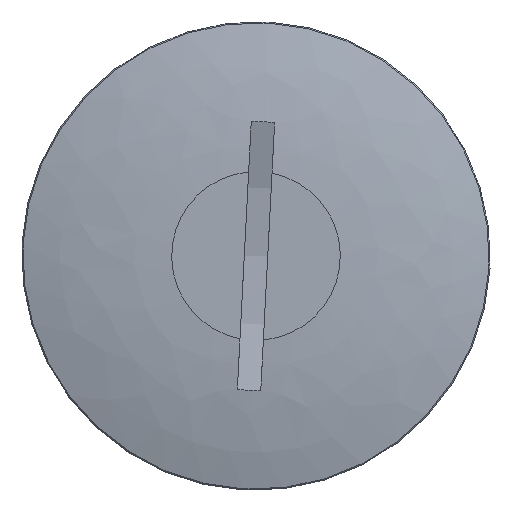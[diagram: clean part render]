
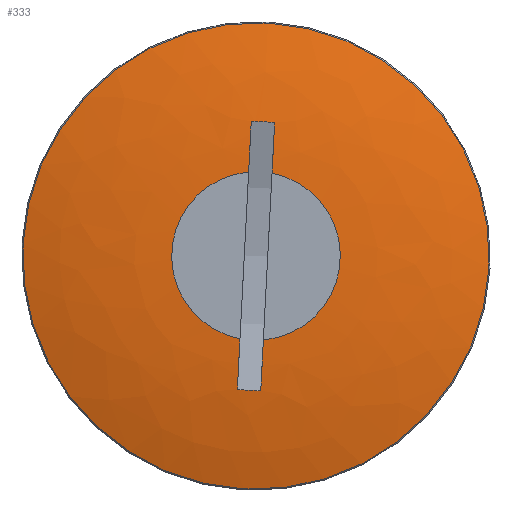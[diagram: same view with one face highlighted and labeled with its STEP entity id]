
A CAD part, left-side view. The second image highlights one B-rep face of the part: STEP entity #333.
In plain terms, the highlighted free-form (B-spline) face has degree [2, 2] with [3, 9] control points.
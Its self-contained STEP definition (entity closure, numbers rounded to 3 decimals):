
#37=ELLIPSE('',#384,1589.75,328.827);
#38=ELLIPSE('',#386,1589.75,328.827);
#39=ELLIPSE('',#389,1589.75,328.827);
#40=ELLIPSE('',#391,1589.75,328.827);
#41=LINE('',#1099,#47);
#42=LINE('',#1107,#48);
#43=LINE('',#1113,#49);
#44=LINE('',#1121,#50);
#47=VECTOR('',#450,10.);
#48=VECTOR('',#457,10.);
#49=VECTOR('',#462,10.);
#50=VECTOR('',#469,10.);
#53=(
BOUNDED_CURVE()
B_SPLINE_CURVE(2,(#1093,#1094,#1095),.UNSPECIFIED.,.F.,.F.)
B_SPLINE_CURVE_WITH_KNOTS((3,3),(1.298,1.456),
 .UNSPECIFIED.)
CURVE()
GEOMETRIC_REPRESENTATION_ITEM()
RATIONAL_B_SPLINE_CURVE((1.,0.995,0.997))
REPRESENTATION_ITEM('')
);
#54=(
BOUNDED_SURFACE()
B_SPLINE_SURFACE(2,2,((#1065,#1066,#1067,#1068,#1069,#1070,#1071,#1072,
#1073),(#1074,#1075,#1076,#1077,#1078,#1079,#1080,#1081,#1082),(#1083,#1084,
#1085,#1086,#1087,#1088,#1089,#1090,#1091)),.UNSPECIFIED.,.F.,.T.,.F.)
B_SPLINE_SURFACE_WITH_KNOTS((3,3),(3,2,2,2,3),(-1.536,-1.298),
(-3.142,-1.571,0.,1.571,3.142),
 .UNSPECIFIED.)
GEOMETRIC_REPRESENTATION_ITEM()
RATIONAL_B_SPLINE_SURFACE(((1.,0.707,1.,0.707,1.,
0.707,1.,0.707,1.),(0.993,0.702,
0.993,0.702,0.993,0.702,
0.993,0.702,0.993),(1.,0.707,
1.,0.707,1.,0.707,1.,0.707,1.)))
REPRESENTATION_ITEM('')
SURFACE()
);
#78=FACE_OUTER_BOUND('',#102,.T.);
#102=EDGE_LOOP('',(#255,#256,#257,#258,#259,#260,#261,#262,#263,#264,#265,
#266,#267,#268,#269,#270,#271,#272));
#132=CIRCLE('',#380,24.884);
#133=CIRCLE('',#381,24.884);
#135=CIRCLE('',#383,54.554);
#136=CIRCLE('',#385,9.);
#137=CIRCLE('',#387,54.554);
#138=CIRCLE('',#388,54.554);
#139=CIRCLE('',#390,9.);
#140=CIRCLE('',#392,54.554);
#169=VERTEX_POINT('',#1059);
#170=VERTEX_POINT('',#1060);
#172=VERTEX_POINT('',#1092);
#173=VERTEX_POINT('',#1096);
#174=VERTEX_POINT('',#1098);
#175=VERTEX_POINT('',#1100);
#176=VERTEX_POINT('',#1102);
#177=VERTEX_POINT('',#1104);
#178=VERTEX_POINT('',#1106);
#179=VERTEX_POINT('',#1108);
#180=VERTEX_POINT('',#1110);
#181=VERTEX_POINT('',#1112);
#182=VERTEX_POINT('',#1114);
#183=VERTEX_POINT('',#1116);
#184=VERTEX_POINT('',#1118);
#185=VERTEX_POINT('',#1120);
#205=EDGE_CURVE('',#169,#170,#132,.T.);
#206=EDGE_CURVE('',#170,#169,#133,.T.);
#208=EDGE_CURVE('',#170,#172,#53,.T.);
#209=EDGE_CURVE('',#172,#173,#135,.T.);
#210=EDGE_CURVE('',#173,#174,#41,.T.);
#211=EDGE_CURVE('',#174,#175,#37,.T.);
#212=EDGE_CURVE('',#175,#176,#136,.T.);
#213=EDGE_CURVE('',#176,#177,#38,.T.);
#214=EDGE_CURVE('',#177,#178,#42,.T.);
#215=EDGE_CURVE('',#178,#179,#137,.T.);
#216=EDGE_CURVE('',#179,#180,#138,.T.);
#217=EDGE_CURVE('',#180,#181,#43,.T.);
#218=EDGE_CURVE('',#181,#182,#39,.T.);
#219=EDGE_CURVE('',#182,#183,#139,.T.);
#220=EDGE_CURVE('',#183,#184,#40,.T.);
#221=EDGE_CURVE('',#184,#185,#44,.T.);
#222=EDGE_CURVE('',#185,#172,#140,.T.);
#255=ORIENTED_EDGE('',*,*,#205,.F.);
#256=ORIENTED_EDGE('',*,*,#206,.F.);
#257=ORIENTED_EDGE('',*,*,#208,.T.);
#258=ORIENTED_EDGE('',*,*,#209,.T.);
#259=ORIENTED_EDGE('',*,*,#210,.T.);
#260=ORIENTED_EDGE('',*,*,#211,.T.);
#261=ORIENTED_EDGE('',*,*,#212,.T.);
#262=ORIENTED_EDGE('',*,*,#213,.T.);
#263=ORIENTED_EDGE('',*,*,#214,.T.);
#264=ORIENTED_EDGE('',*,*,#215,.T.);
#265=ORIENTED_EDGE('',*,*,#216,.T.);
#266=ORIENTED_EDGE('',*,*,#217,.T.);
#267=ORIENTED_EDGE('',*,*,#218,.T.);
#268=ORIENTED_EDGE('',*,*,#219,.T.);
#269=ORIENTED_EDGE('',*,*,#220,.T.);
#270=ORIENTED_EDGE('',*,*,#221,.T.);
#271=ORIENTED_EDGE('',*,*,#222,.T.);
#272=ORIENTED_EDGE('',*,*,#208,.F.);
#333=ADVANCED_FACE('',(#78),#54,.F.);
#380=AXIS2_PLACEMENT_3D('',#1061,#442,#443);
#381=AXIS2_PLACEMENT_3D('',#1062,#444,#445);
#383=AXIS2_PLACEMENT_3D('',#1097,#448,#449);
#384=AXIS2_PLACEMENT_3D('',#1101,#451,#452);
#385=AXIS2_PLACEMENT_3D('',#1103,#453,#454);
#386=AXIS2_PLACEMENT_3D('',#1105,#455,#456);
#387=AXIS2_PLACEMENT_3D('',#1109,#458,#459);
#388=AXIS2_PLACEMENT_3D('',#1111,#460,#461);
#389=AXIS2_PLACEMENT_3D('',#1115,#463,#464);
#390=AXIS2_PLACEMENT_3D('',#1117,#465,#466);
#391=AXIS2_PLACEMENT_3D('',#1119,#467,#468);
#392=AXIS2_PLACEMENT_3D('',#1122,#470,#471);
#442=DIRECTION('center_axis',(1.,0.,0.));
#443=DIRECTION('ref_axis',(0.,-1.,0.));
#444=DIRECTION('center_axis',(1.,0.,0.));
#445=DIRECTION('ref_axis',(0.,-1.,0.));
#448=DIRECTION('center_axis',(0.944,0.,0.329));
#449=DIRECTION('ref_axis',(-0.329,-0.023,0.944));
#450=DIRECTION('',(-0.114,0.,-0.993));
#451=DIRECTION('center_axis',(0.,-1.,0.));
#452=DIRECTION('ref_axis',(0.993,0.,-0.117));
#453=DIRECTION('center_axis',(1.,0.,0.));
#454=DIRECTION('ref_axis',(0.,0.,-1.));
#455=DIRECTION('center_axis',(0.,-1.,0.));
#456=DIRECTION('ref_axis',(0.993,0.,0.117));
#457=DIRECTION('',(0.114,0.,-0.993));
#458=DIRECTION('center_axis',(0.944,0.,-0.329));
#459=DIRECTION('ref_axis',(-0.329,0.,-0.944));
#460=DIRECTION('center_axis',(0.944,0.,-0.329));
#461=DIRECTION('ref_axis',(-0.329,0.023,-0.944));
#462=DIRECTION('',(-0.114,0.,0.993));
#463=DIRECTION('center_axis',(0.,1.,0.));
#464=DIRECTION('ref_axis',(0.993,0.,0.117));
#465=DIRECTION('center_axis',(1.,0.,0.));
#466=DIRECTION('ref_axis',(0.,0.,-1.));
#467=DIRECTION('center_axis',(0.,1.,0.));
#468=DIRECTION('ref_axis',(0.993,0.,-0.117));
#469=DIRECTION('',(0.114,0.,0.993));
#470=DIRECTION('center_axis',(0.944,0.,0.329));
#471=DIRECTION('ref_axis',(-0.329,0.,0.944));
#1059=CARTESIAN_POINT('',(-12.532,24.884,0.));
#1060=CARTESIAN_POINT('',(-12.532,0.,24.884));
#1061=CARTESIAN_POINT('Origin',(-12.532,0.,0.));
#1062=CARTESIAN_POINT('Origin',(-12.532,0.,0.));
#1065=CARTESIAN_POINT('Ctrl Pts',(-15.,0.,9.));
#1066=CARTESIAN_POINT('Ctrl Pts',(-15.,-9.,9.));
#1067=CARTESIAN_POINT('Ctrl Pts',(-15.,-9.,0.));
#1068=CARTESIAN_POINT('Ctrl Pts',(-15.,-9.,-9.));
#1069=CARTESIAN_POINT('Ctrl Pts',(-15.,0.,-9.));
#1070=CARTESIAN_POINT('Ctrl Pts',(-15.,9.,-9.));
#1071=CARTESIAN_POINT('Ctrl Pts',(-15.,9.,0.));
#1072=CARTESIAN_POINT('Ctrl Pts',(-15.,9.,9.));
#1073=CARTESIAN_POINT('Ctrl Pts',(-15.,0.,9.));
#1074=CARTESIAN_POINT('Ctrl Pts',(-14.715,0.,17.09));
#1075=CARTESIAN_POINT('Ctrl Pts',(-14.715,-17.09,17.09));
#1076=CARTESIAN_POINT('Ctrl Pts',(-14.715,-17.09,0.));
#1077=CARTESIAN_POINT('Ctrl Pts',(-14.715,-17.09,-17.09));
#1078=CARTESIAN_POINT('Ctrl Pts',(-14.715,0.,-17.09));
#1079=CARTESIAN_POINT('Ctrl Pts',(-14.715,17.09,-17.09));
#1080=CARTESIAN_POINT('Ctrl Pts',(-14.715,17.09,0.));
#1081=CARTESIAN_POINT('Ctrl Pts',(-14.715,17.09,17.09));
#1082=CARTESIAN_POINT('Ctrl Pts',(-14.715,0.,17.09));
#1083=CARTESIAN_POINT('Ctrl Pts',(-12.532,0.,24.884));
#1084=CARTESIAN_POINT('Ctrl Pts',(-12.532,-24.884,24.884));
#1085=CARTESIAN_POINT('Ctrl Pts',(-12.532,-24.884,0.));
#1086=CARTESIAN_POINT('Ctrl Pts',(-12.532,-24.884,-24.884));
#1087=CARTESIAN_POINT('Ctrl Pts',(-12.532,0.,-24.884));
#1088=CARTESIAN_POINT('Ctrl Pts',(-12.532,24.884,-24.884));
#1089=CARTESIAN_POINT('Ctrl Pts',(-12.532,24.884,0.));
#1090=CARTESIAN_POINT('Ctrl Pts',(-12.532,24.884,24.884));
#1091=CARTESIAN_POINT('Ctrl Pts',(-12.532,0.,24.884));
#1092=CARTESIAN_POINT('',(-14.6,0.,14.342));
#1093=CARTESIAN_POINT('Ctrl Pts',(-12.532,0.,24.884));
#1094=CARTESIAN_POINT('Ctrl Pts',(-13.985,0.,19.695));
#1095=CARTESIAN_POINT('Ctrl Pts',(-14.6,0.,14.342));
#1096=CARTESIAN_POINT('',(-14.595,-1.25,14.328));
#1097=CARTESIAN_POINT('Origin',(3.345,-0.001,
-37.176));
#1098=CARTESIAN_POINT('',(-14.6,-1.25,14.287));
#1099=CARTESIAN_POINT('',(-14.595,-1.25,14.328));
#1100=CARTESIAN_POINT('',(-15.,-1.25,8.913));
#1101=CARTESIAN_POINT('Origin',(1564.315,-1.25,-171.));
#1102=CARTESIAN_POINT('',(-15.,-1.25,-8.913));
#1103=CARTESIAN_POINT('Origin',(-15.,0.,0.));
#1104=CARTESIAN_POINT('',(-14.6,-1.25,-14.287));
#1105=CARTESIAN_POINT('Origin',(1564.315,-1.25,171.));
#1106=CARTESIAN_POINT('',(-14.595,-1.25,-14.328));
#1107=CARTESIAN_POINT('',(-14.6,-1.25,-14.287));
#1108=CARTESIAN_POINT('',(-14.6,0.,-14.342));
#1109=CARTESIAN_POINT('Origin',(3.345,-0.001,37.176));
#1110=CARTESIAN_POINT('',(-14.595,1.25,-14.328));
#1111=CARTESIAN_POINT('Origin',(3.345,0.001,37.176));
#1112=CARTESIAN_POINT('',(-14.6,1.25,-14.287));
#1113=CARTESIAN_POINT('',(-14.595,1.25,-14.328));
#1114=CARTESIAN_POINT('',(-15.,1.25,-8.913));
#1115=CARTESIAN_POINT('Origin',(1564.315,1.25,171.));
#1116=CARTESIAN_POINT('',(-15.,1.25,8.913));
#1117=CARTESIAN_POINT('Origin',(-15.,0.,0.));
#1118=CARTESIAN_POINT('',(-14.6,1.25,14.287));
#1119=CARTESIAN_POINT('Origin',(1564.315,1.25,-171.));
#1120=CARTESIAN_POINT('',(-14.595,1.25,14.328));
#1121=CARTESIAN_POINT('',(-14.6,1.25,14.287));
#1122=CARTESIAN_POINT('Origin',(3.345,0.001,-37.176));
